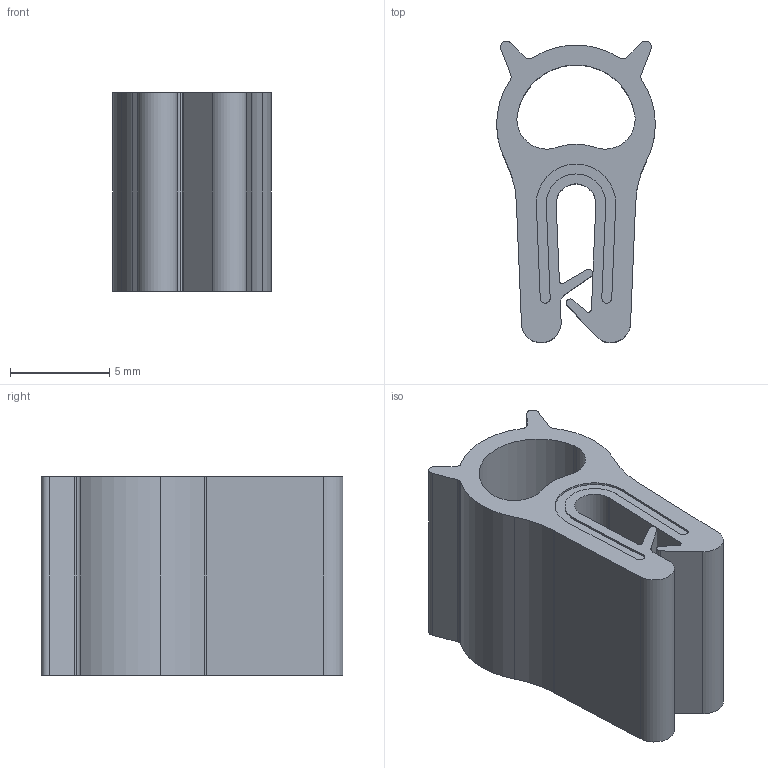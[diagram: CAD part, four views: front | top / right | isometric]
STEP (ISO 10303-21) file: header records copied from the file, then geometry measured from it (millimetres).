
FILE_DESCRIPTION (( 'STEP AP214' ), '1' );
FILE_NAME ('427021_Industrilas.step', '2025-09-02T12:58:42', ( '' ), ( '' ), 'SwSTEP 2.0', 'SolidWorks 2010', '' );
FILE_SCHEMA (( 'AUTOMOTIVE_DESIGN' ));
Length unit declared in the file: millimetre
Products named in the file (1): 427021_Industrilas
Bounding box: 8 x 15.2 x 10 mm (x, y, z)
Volume: 626.1 mm3; surface area: 945.9 mm2
Topology: 1 solids, 1 shells, 75 faces, 213 edges, 142 vertices
Faces by surface type: cylinder 50, plane 25
Entity records: 3350 total; most frequent: DIRECTION 465, CARTESIAN_POINT 431, ORIENTED_EDGE 426, EDGE_CURVE 213, AXIS2_PLACEMENT_3D 176, VERTEX_POINT 142, LINE 113, VECTOR 113
